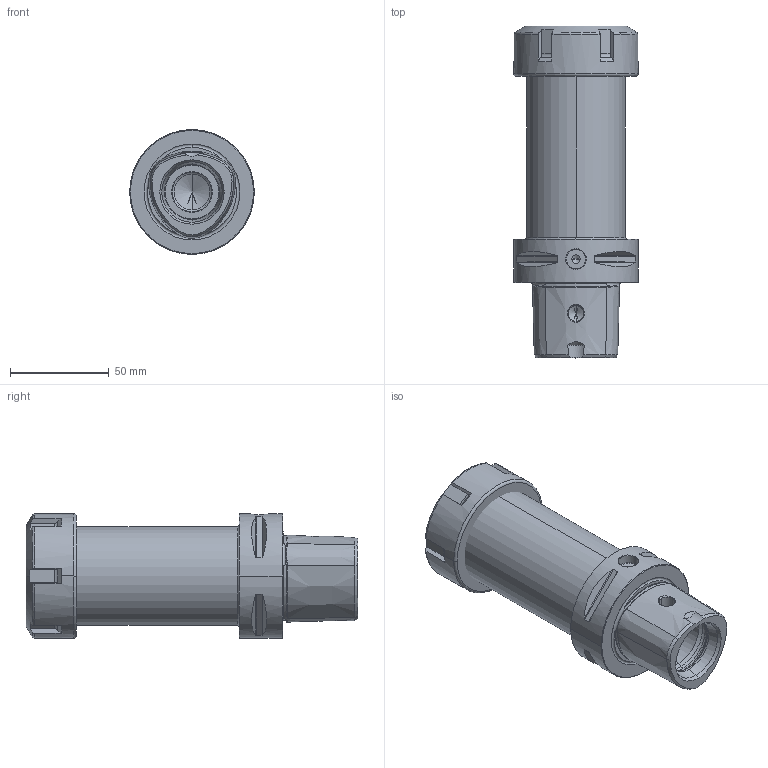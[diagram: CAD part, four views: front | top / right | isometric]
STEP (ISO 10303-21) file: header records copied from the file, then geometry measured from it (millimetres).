
FILE_DESCRIPTION((''),'2;1');
FILE_NAME('CC6-024-40_ASM','2011-09-13T',('mei'),(''),'PRO/ENGINEER BY PARAMETRIC TECHNOLOGY CORPORATION, 2010430','PRO/ENGINEER BY PARAMETRIC TECHNOLOGY CORPORATION, 2010430','');
FILE_SCHEMA(('CONFIG_CONTROL_DESIGN'));
Length unit declared in the file: millimetre
Products named in the file (3): CC6-024-40; 83-912-40; CC6-024-40_ASM
Assembly tree (2 placements, depth 2):
  CC6-024-40_ASM
    CC6-024-40
    83-912-40
Bounding box: 63 x 168 x 63 mm (x, y, z)
Volume: 317627.2 mm3; surface area: 50548.8 mm2
Topology: 2 solids, 3 shells, 164 faces, 410 edges, 255 vertices
Faces by surface type: plane 51, cone 44, cylinder 41, torus 26, bspline 2
Entity records: 5755 total; most frequent: CARTESIAN_POINT 1903, ORIENTED_EDGE 802, DIRECTION 764, EDGE_CURVE 404, AXIS2_PLACEMENT_3D 309, VERTEX_POINT 255, EDGE_LOOP 177, FACE_OUTER_BOUND 164
